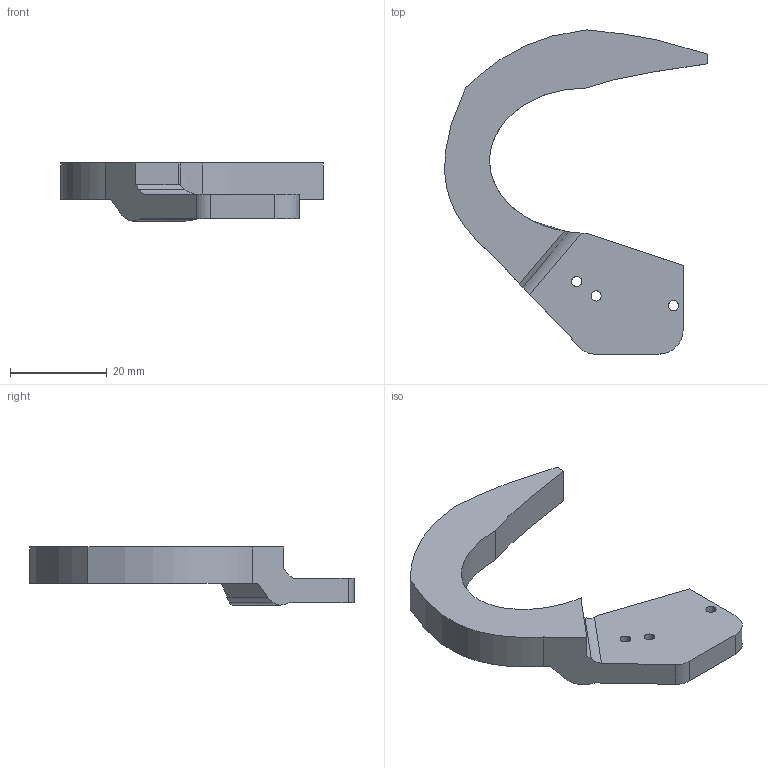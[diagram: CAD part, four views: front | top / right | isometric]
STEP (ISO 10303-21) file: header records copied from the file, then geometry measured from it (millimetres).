
FILE_DESCRIPTION(/* description */ (''),/* implementation_level */ '2;1');
FILE_NAME(/* name */ 'UselessBoxArmOffsetReflect v2.step',/* time_stamp */ '2022-03-13T16:21:47-04:00',/* author */ (''),/* organization */ (''),/* preprocessor_version */ 'ST-DEVELOPER v18.1',/* originating_system */ 'Autodesk Translation Framework v10.13.0.1454',/* authorisation */ '');
FILE_SCHEMA (('AUTOMOTIVE_DESIGN { 1 0 10303 214 3 1 1 }'));
Length unit declared in the file: millimetre
Products named in the file (1): UselessBoxArmOffsetReflect
Bounding box: 54.29 x 67 x 11.99 mm (x, y, z)
Volume: 9639.9 mm3; surface area: 4894.7 mm2
Topology: 1 solids, 1 shells, 31 faces, 86 edges, 57 vertices
Faces by surface type: plane 17, cylinder 9, bspline 5
Full cylindrical faces by diameter (mm): 2.1 x3
Entity records: 1246 total; most frequent: CARTESIAN_POINT 434, ORIENTED_EDGE 172, DIRECTION 150, EDGE_CURVE 86, VERTEX_POINT 57, LINE 52, VECTOR 52, AXIS2_PLACEMENT_3D 49
